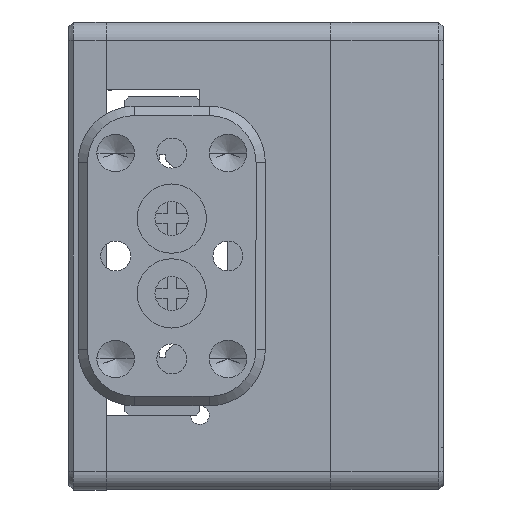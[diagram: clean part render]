
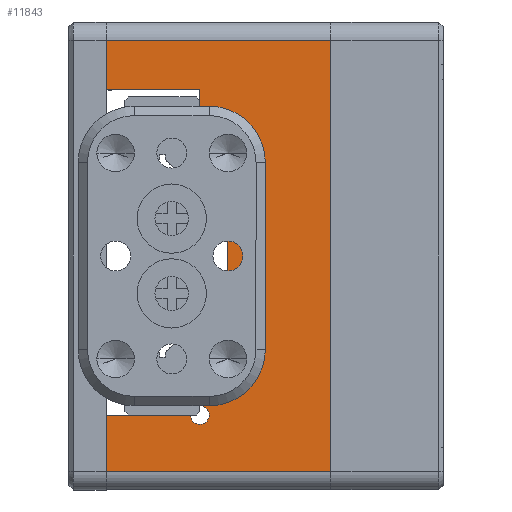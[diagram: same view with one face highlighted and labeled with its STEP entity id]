
A CAD part, left-side view. The second image highlights one B-rep face of the part: STEP entity #11843.
In plain terms, the highlighted planar face has unit normal (-1, 0, 0).
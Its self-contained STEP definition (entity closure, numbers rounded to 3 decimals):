
#330 = ORIENTED_EDGE ( 'NONE', *, *, #17481, .T. ) ;
#460 = CARTESIAN_POINT ( 'NONE',  ( -15., 5.5, 5. ) ) ;
#523 = ORIENTED_EDGE ( 'NONE', *, *, #12623, .F. ) ;
#692 = CARTESIAN_POINT ( 'NONE',  ( -15., 7., -8.5 ) ) ;
#734 = ORIENTED_EDGE ( 'NONE', *, *, #4663, .F. ) ;
#766 = CARTESIAN_POINT ( 'NONE',  ( -15., 7., -12.5 ) ) ;
#823 = VERTEX_POINT ( 'NONE', #3431 ) ;
#1094 = ORIENTED_EDGE ( 'NONE', *, *, #6943, .F. ) ;
#1371 = DIRECTION ( 'NONE',  ( 0., 1., 0. ) ) ;
#1467 = DIRECTION ( 'NONE',  ( 0., -1., 0. ) ) ;
#1518 = CARTESIAN_POINT ( 'NONE',  ( -15., 0., -11.5 ) ) ;
#1555 = CARTESIAN_POINT ( 'NONE',  ( -15., 7., -11.5 ) ) ;
#1749 = LINE ( 'NONE', #10202, #3391 ) ;
#1929 = EDGE_LOOP ( 'NONE', ( #734, #2218, #330, #5960, #6982, #10848, #1094, #11721, #5104, #14860, #523, #14200, #5043, #4215 ) ) ;
#2218 = ORIENTED_EDGE ( 'NONE', *, *, #9578, .T. ) ;
#2275 = CARTESIAN_POINT ( 'NONE',  ( -15., 0., -12.5 ) ) ;
#2481 = VECTOR ( 'NONE', #14051, 1000. ) ;
#2589 = DIRECTION ( 'NONE',  ( 0., 0., 1. ) ) ;
#2700 = CARTESIAN_POINT ( 'NONE',  ( -15., 12., -11.5 ) ) ;
#3047 = DIRECTION ( 'NONE',  ( 0., 1., 0. ) ) ;
#3148 = CARTESIAN_POINT ( 'NONE',  ( -15., 7.5, -8.5 ) ) ;
#3336 = VERTEX_POINT ( 'NONE', #3148 ) ;
#3391 = VECTOR ( 'NONE', #6030, 1000. ) ;
#3431 = CARTESIAN_POINT ( 'NONE',  ( -15., 12., 8.9 ) ) ;
#3798 = AXIS2_PLACEMENT_3D ( 'NONE', #766, #15511, #11785 ) ;
#4215 = ORIENTED_EDGE ( 'NONE', *, *, #4989, .F. ) ;
#4298 = LINE ( 'NONE', #9883, #14387 ) ;
#4663 = EDGE_CURVE ( 'NONE', #5512, #16638, #15106, .T. ) ;
#4841 = CARTESIAN_POINT ( 'NONE',  ( -15., 12., 8.9 ) ) ;
#4847 = DIRECTION ( 'NONE',  ( 0., -1., 0. ) ) ;
#4892 = VECTOR ( 'NONE', #6450, 1000. ) ;
#4977 = VECTOR ( 'NONE', #1371, 1000. ) ;
#4989 = EDGE_CURVE ( 'NONE', #16638, #3336, #1749, .T. ) ;
#5043 = ORIENTED_EDGE ( 'NONE', *, *, #14975, .T. ) ;
#5104 = ORIENTED_EDGE ( 'NONE', *, *, #13701, .T. ) ;
#5462 = CARTESIAN_POINT ( 'NONE',  ( -15., 7., -5. ) ) ;
#5512 = VERTEX_POINT ( 'NONE', #2700 ) ;
#5613 = VECTOR ( 'NONE', #6775, 1000. ) ;
#5619 = CARTESIAN_POINT ( 'NONE',  ( -15., 7., -12.5 ) ) ;
#5634 = LINE ( 'NONE', #460, #2481 ) ;
#5897 = EDGE_CURVE ( 'NONE', #9684, #6424, #13500, .T. ) ;
#5960 = ORIENTED_EDGE ( 'NONE', *, *, #13774, .T. ) ;
#6030 = DIRECTION ( 'NONE',  ( 0., -1., 0. ) ) ;
#6173 = AXIS2_PLACEMENT_3D ( 'NONE', #10242, #15741, #7660 ) ;
#6266 = CARTESIAN_POINT ( 'NONE',  ( -15., 7., 5. ) ) ;
#6424 = VERTEX_POINT ( 'NONE', #10363 ) ;
#6450 = DIRECTION ( 'NONE',  ( 0., 0., 1. ) ) ;
#6462 = EDGE_CURVE ( 'NONE', #17315, #14519, #11857, .T. ) ;
#6747 = CARTESIAN_POINT ( 'NONE',  ( -15., 5.5, -5. ) ) ;
#6775 = DIRECTION ( 'NONE',  ( 0., 0., 1. ) ) ;
#6943 = EDGE_CURVE ( 'NONE', #17315, #15527, #13513, .T. ) ;
#6982 = ORIENTED_EDGE ( 'NONE', *, *, #7268, .F. ) ;
#7051 = VECTOR ( 'NONE', #2589, 1000. ) ;
#7268 = EDGE_CURVE ( 'NONE', #823, #16713, #14923, .T. ) ;
#7432 = PLANE ( 'NONE',  #3798 ) ;
#7477 = LINE ( 'NONE', #10331, #11117 ) ;
#7642 = EDGE_CURVE ( 'NONE', #10212, #10196, #14878, .T. ) ;
#7660 = DIRECTION ( 'NONE',  ( 0., 0., -1. ) ) ;
#8136 = VECTOR ( 'NONE', #4847, 1000. ) ;
#8270 = CARTESIAN_POINT ( 'NONE',  ( -15., 12., -12.5 ) ) ;
#8321 = VECTOR ( 'NONE', #1467, 1000. ) ;
#8898 = CARTESIAN_POINT ( 'NONE',  ( -15., 12., 11.5 ) ) ;
#9237 = CARTESIAN_POINT ( 'NONE',  ( -15., 12., -8.5 ) ) ;
#9402 = CARTESIAN_POINT ( 'NONE',  ( -15., 12., 8.9 ) ) ;
#9578 = EDGE_CURVE ( 'NONE', #5512, #15161, #13551, .T. ) ;
#9593 = DIRECTION ( 'NONE',  ( 0., 0., 1. ) ) ;
#9684 = VERTEX_POINT ( 'NONE', #9815 ) ;
#9755 = CARTESIAN_POINT ( 'NONE',  ( -15., 7., 8.9 ) ) ;
#9764 = VERTEX_POINT ( 'NONE', #11848 ) ;
#9815 = CARTESIAN_POINT ( 'NONE',  ( -15., 7., -8. ) ) ;
#9883 = CARTESIAN_POINT ( 'NONE',  ( -15., 7., 11.5 ) ) ;
#10196 = VERTEX_POINT ( 'NONE', #14736 ) ;
#10202 = CARTESIAN_POINT ( 'NONE',  ( -15., 12., -8.5 ) ) ;
#10212 = VERTEX_POINT ( 'NONE', #6747 ) ;
#10242 = CARTESIAN_POINT ( 'NONE',  ( -15., 7., -8.5 ) ) ;
#10331 = CARTESIAN_POINT ( 'NONE',  ( -15., 7., -12.5 ) ) ;
#10363 = CARTESIAN_POINT ( 'NONE',  ( -15., 7., -9. ) ) ;
#10466 = FACE_OUTER_BOUND ( 'NONE', #1929, .T. ) ;
#10831 = CARTESIAN_POINT ( 'NONE',  ( -15., 5.5, 5. ) ) ;
#10848 = ORIENTED_EDGE ( 'NONE', *, *, #12188, .T. ) ;
#11117 = VECTOR ( 'NONE', #12895, 1000. ) ;
#11508 = CARTESIAN_POINT ( 'NONE',  ( -15., 7., 5. ) ) ;
#11625 = DIRECTION ( 'NONE',  ( 1., 0., 0. ) ) ;
#11721 = ORIENTED_EDGE ( 'NONE', *, *, #6462, .T. ) ;
#11785 = DIRECTION ( 'NONE',  ( 0., 0., -1. ) ) ;
#11843 = ADVANCED_FACE ( 'NONE', ( #10466 ), #7432, .F. ) ;
#11848 = CARTESIAN_POINT ( 'NONE',  ( -15., 0., 11.5 ) ) ;
#11857 = LINE ( 'NONE', #6266, #8136 ) ;
#12188 = EDGE_CURVE ( 'NONE', #823, #15527, #14419, .T. ) ;
#12623 = EDGE_CURVE ( 'NONE', #9684, #10196, #7477, .T. ) ;
#12895 = DIRECTION ( 'NONE',  ( 0., 0., 1. ) ) ;
#13500 = CIRCLE ( 'NONE', #15487, 0.5 ) ;
#13513 = LINE ( 'NONE', #5619, #5613 ) ;
#13551 = LINE ( 'NONE', #1555, #8321 ) ;
#13701 = EDGE_CURVE ( 'NONE', #14519, #10212, #5634, .T. ) ;
#13774 = EDGE_CURVE ( 'NONE', #9764, #16713, #4298, .T. ) ;
#14051 = DIRECTION ( 'NONE',  ( 0., 0., -1. ) ) ;
#14200 = ORIENTED_EDGE ( 'NONE', *, *, #5897, .T. ) ;
#14387 = VECTOR ( 'NONE', #3047, 1000. ) ;
#14419 = LINE ( 'NONE', #4841, #16832 ) ;
#14519 = VERTEX_POINT ( 'NONE', #10831 ) ;
#14736 = CARTESIAN_POINT ( 'NONE',  ( -15., 7., -5. ) ) ;
#14860 = ORIENTED_EDGE ( 'NONE', *, *, #7642, .T. ) ;
#14878 = LINE ( 'NONE', #5462, #4977 ) ;
#14923 = LINE ( 'NONE', #9402, #17537 ) ;
#14975 = EDGE_CURVE ( 'NONE', #6424, #3336, #17512, .T. ) ;
#15106 = LINE ( 'NONE', #8270, #7051 ) ;
#15161 = VERTEX_POINT ( 'NONE', #1518 ) ;
#15340 = DIRECTION ( 'NONE',  ( 0., 0., -1. ) ) ;
#15487 = AXIS2_PLACEMENT_3D ( 'NONE', #692, #11625, #15340 ) ;
#15511 = DIRECTION ( 'NONE',  ( 1., 0., 0. ) ) ;
#15527 = VERTEX_POINT ( 'NONE', #9755 ) ;
#15741 = DIRECTION ( 'NONE',  ( 1., 0., 0. ) ) ;
#15851 = DIRECTION ( 'NONE',  ( 0., -1., 0. ) ) ;
#16206 = LINE ( 'NONE', #2275, #4892 ) ;
#16638 = VERTEX_POINT ( 'NONE', #9237 ) ;
#16713 = VERTEX_POINT ( 'NONE', #8898 ) ;
#16832 = VECTOR ( 'NONE', #15851, 1000. ) ;
#17315 = VERTEX_POINT ( 'NONE', #11508 ) ;
#17481 = EDGE_CURVE ( 'NONE', #15161, #9764, #16206, .T. ) ;
#17512 = CIRCLE ( 'NONE', #6173, 0.5 ) ;
#17537 = VECTOR ( 'NONE', #9593, 1000. ) ;
